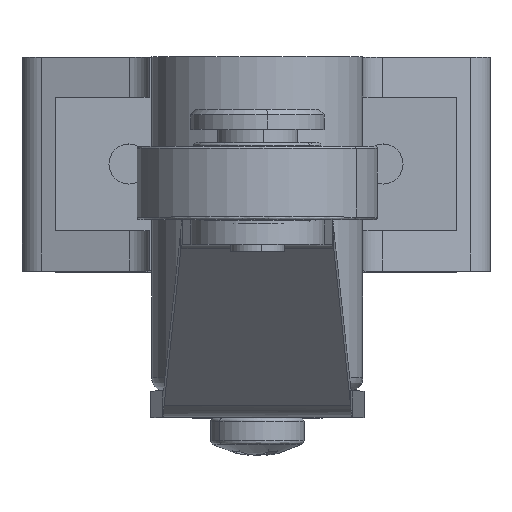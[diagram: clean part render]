
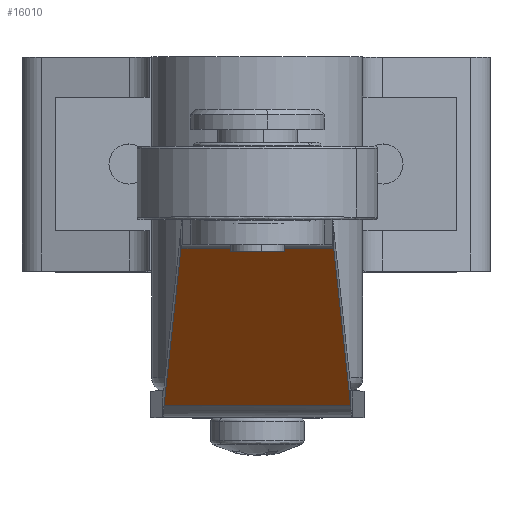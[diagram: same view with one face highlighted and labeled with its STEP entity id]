
A CAD part, top view. The second image highlights one B-rep face of the part: STEP entity #16010.
In plain terms, the highlighted planar face has unit normal (0, -0.707, 0.707).
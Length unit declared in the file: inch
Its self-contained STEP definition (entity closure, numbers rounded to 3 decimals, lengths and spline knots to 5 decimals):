
#94 = VECTOR ( 'NONE', #538, 39.37008 ) ;
#538 = DIRECTION ( 'NONE',  ( -1., 0., 0. ) ) ;
#1852 = LINE ( 'NONE', #25514, #94 ) ;
#2499 = CARTESIAN_POINT ( 'NONE',  ( -0.25469, -0.25169, 3.26097 ) ) ;
#5249 = VERTEX_POINT ( 'NONE', #27143 ) ;
#6151 = ORIENTED_EDGE ( 'NONE', *, *, #35009, .F. ) ;
#7873 = CARTESIAN_POINT ( 'NONE',  ( -0.30454, -0.71344, 2.79922 ) ) ;
#7992 = EDGE_LOOP ( 'NONE', ( #9281, #11016, #9693, #6151 ) ) ;
#8886 = DIRECTION ( 'NONE',  ( 0., -0.707, -0.707 ) ) ;
#9281 = ORIENTED_EDGE ( 'NONE', *, *, #11326, .F. ) ;
#9693 = ORIENTED_EDGE ( 'NONE', *, *, #20603, .T. ) ;
#9870 = VECTOR ( 'NONE', #21138, 39.37008 ) ;
#11002 = LINE ( 'NONE', #14578, #29160 ) ;
#11016 = ORIENTED_EDGE ( 'NONE', *, *, #34394, .F. ) ;
#11326 = EDGE_CURVE ( 'NONE', #5249, #18618, #1852, .T. ) ;
#11701 = VERTEX_POINT ( 'NONE', #15686 ) ;
#11916 = VERTEX_POINT ( 'NONE', #2499 ) ;
#14578 = CARTESIAN_POINT ( 'NONE',  ( 0.19502, -0.25169, 3.26097 ) ) ;
#15686 = CARTESIAN_POINT ( 'NONE',  ( 0.19502, -0.25169, 3.26097 ) ) ;
#16010 = ADVANCED_FACE ( 'NONE', ( #29163 ), #17525, .T. ) ;
#17064 = DIRECTION ( 'NONE',  ( 0.076, -0.705, -0.705 ) ) ;
#17525 = PLANE ( 'NONE',  #23045 ) ;
#17951 = DIRECTION ( 'NONE',  ( 0.076, 0.705, 0.705 ) ) ;
#18618 = VERTEX_POINT ( 'NONE', #7873 ) ;
#20062 = VECTOR ( 'NONE', #17951, 39.37008 ) ;
#20603 = EDGE_CURVE ( 'NONE', #11701, #11916, #22752, .T. ) ;
#21138 = DIRECTION ( 'NONE',  ( -1., 0., 0. ) ) ;
#22752 = LINE ( 'NONE', #29908, #9870 ) ;
#22878 = CARTESIAN_POINT ( 'NONE',  ( -0.02984, -0.60515, 2.90751 ) ) ;
#23045 = AXIS2_PLACEMENT_3D ( 'NONE', #22878, #31890, #8886 ) ;
#25514 = CARTESIAN_POINT ( 'NONE',  ( -0.30454, -0.71344, 2.79922 ) ) ;
#26247 = CARTESIAN_POINT ( 'NONE',  ( -0.30454, -0.71344, 2.79922 ) ) ;
#27143 = CARTESIAN_POINT ( 'NONE',  ( 0.24487, -0.71344, 2.79922 ) ) ;
#29160 = VECTOR ( 'NONE', #17064, 39.37008 ) ;
#29163 = FACE_OUTER_BOUND ( 'NONE', #7992, .T. ) ;
#29908 = CARTESIAN_POINT ( 'NONE',  ( -0.02984, -0.25169, 3.26097 ) ) ;
#31890 = DIRECTION ( 'NONE',  ( 0., -0.707, 0.707 ) ) ;
#34394 = EDGE_CURVE ( 'NONE', #11701, #5249, #11002, .T. ) ;
#35009 = EDGE_CURVE ( 'NONE', #18618, #11916, #35119, .T. ) ;
#35119 = LINE ( 'NONE', #26247, #20062 ) ;
